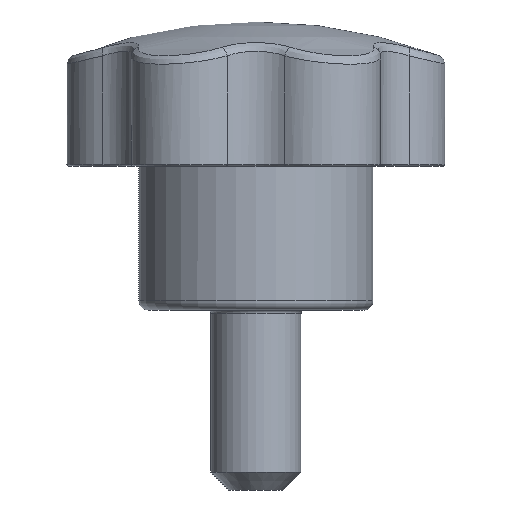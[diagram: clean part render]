
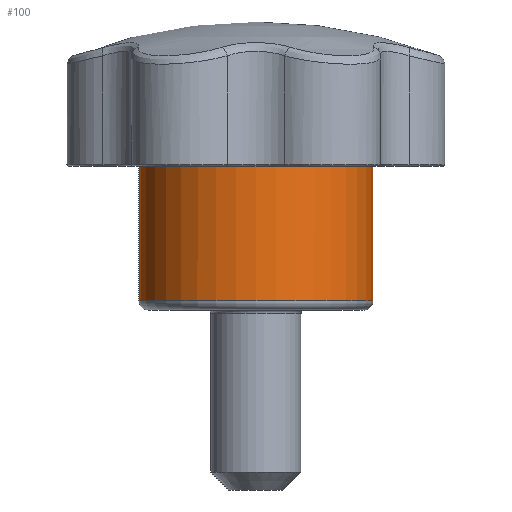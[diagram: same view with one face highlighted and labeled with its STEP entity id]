
A CAD part, front view. The second image highlights one B-rep face of the part: STEP entity #100.
In plain terms, the highlighted cylindrical face has radius 6.5 mm (diameter 13 mm), a full revolution.
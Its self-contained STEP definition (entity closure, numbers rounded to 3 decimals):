
#100 = ADVANCED_FACE( '', ( #230, #231 ), #232, .T. );
#230 = FACE_OUTER_BOUND( '', #1220, .T. );
#231 = FACE_OUTER_BOUND( '', #1221, .T. );
#232 = CYLINDRICAL_SURFACE( '', #1222, 6.5 );
#1220 = EDGE_LOOP( '', ( #3081 ) );
#1221 = EDGE_LOOP( '', ( #3082 ) );
#1222 = AXIS2_PLACEMENT_3D( '', #3083, #3084, #3085 );
#3081 = ORIENTED_EDGE( '', *, *, #3391, .T. );
#3082 = ORIENTED_EDGE( '', *, *, #3392, .T. );
#3083 = CARTESIAN_POINT( '', ( 0., 0., 54. ) );
#3084 = DIRECTION( '', ( 0., 0., 1. ) );
#3085 = DIRECTION( '', ( -1., 0., 0. ) );
#3391 = EDGE_CURVE( '', #3570, #3570, #3571, .T. );
#3392 = EDGE_CURVE( '', #3572, #3572, #3573, .T. );
#3570 = VERTEX_POINT( '', #4233 );
#3571 = CIRCLE( '', #4234, 6.5 );
#3572 = VERTEX_POINT( '', #4235 );
#3573 = CIRCLE( '', #4236, 6.5 );
#4233 = CARTESIAN_POINT( '', ( 6.5, 0., 0.5 ) );
#4234 = AXIS2_PLACEMENT_3D( '', #5171, #5172, #5173 );
#4235 = CARTESIAN_POINT( '', ( -6.5, 0., 8. ) );
#4236 = AXIS2_PLACEMENT_3D( '', #5174, #5175, #5176 );
#5171 = CARTESIAN_POINT( '', ( 0., 0., 0.5 ) );
#5172 = DIRECTION( '', ( 0., 0., 1. ) );
#5173 = DIRECTION( '', ( 1., 0., 0. ) );
#5174 = CARTESIAN_POINT( '', ( 0., 0., 8. ) );
#5175 = DIRECTION( '', ( 0., 0., -1. ) );
#5176 = DIRECTION( '', ( -1., 0., 0. ) );
